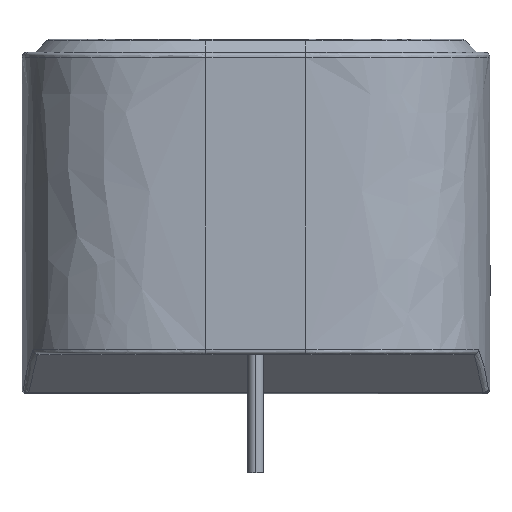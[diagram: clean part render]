
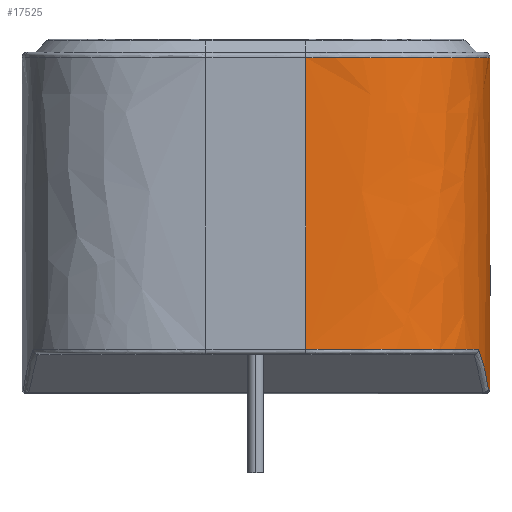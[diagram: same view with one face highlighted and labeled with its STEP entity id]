
A CAD part, left-side view. The second image highlights one B-rep face of the part: STEP entity #17525.
In plain terms, the highlighted free-form (B-spline) face has degree [2, 3] with [3, 4] control points.
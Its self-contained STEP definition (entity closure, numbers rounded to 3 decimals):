
#573 = CARTESIAN_POINT ( 'NONE',  ( -4.502, -8.777, -0.752 ) ) ;
#805 = EDGE_CURVE ( 'NONE', #12665, #10966, #2999, .T. ) ;
#923 = FACE_OUTER_BOUND ( 'NONE', #6774, .T. ) ;
#1056 = CARTESIAN_POINT ( 'NONE',  ( -3.94, -8.842, -1.3 ) ) ;
#1197 = CARTESIAN_POINT ( 'NONE',  ( -2.9, -8.9, 12.675 ) ) ;
#1360 = CARTESIAN_POINT ( 'NONE',  ( -8.9, -7.179, 0.2 ) ) ;
#1424 = B_SPLINE_CURVE_WITH_KNOTS ( 'NONE', 3,
 ( #9149, #7693, #573, #13309 ),
 .UNSPECIFIED., .F., .F.,
 ( 4, 4 ),
 ( 0., 1. ),
 .UNSPECIFIED. ) ;
#1851 = EDGE_CURVE ( 'NONE', #10966, #7656, #1424, .T. ) ;
#2261 = CARTESIAN_POINT ( 'NONE',  ( -2.9, -8.9, -1.3 ) ) ;
#2689 = CARTESIAN_POINT ( 'NONE',  ( -8.9, -1.9, 12.675 ) ) ;
#2845 = CARTESIAN_POINT ( 'NONE',  ( -8.9, -1.9, 0.2 ) ) ;
#2857 = ORIENTED_EDGE ( 'NONE', *, *, #3565, .F. ) ;
#2999 = B_SPLINE_CURVE_WITH_KNOTS ( 'NONE', 2,
 ( #2845, #1360, #12607 ),
 .UNSPECIFIED., .F., .F.,
 ( 3, 3 ),
 ( 0., 1. ),
 .UNSPECIFIED. ) ;
#3565 = EDGE_CURVE ( 'NONE', #3817, #3582, #5108, .T. ) ;
#3582 = VERTEX_POINT ( 'NONE', #2261 ) ;
#3800 = ORIENTED_EDGE ( 'NONE', *, *, #4185, .T. ) ;
#3817 = VERTEX_POINT ( 'NONE', #5493 ) ;
#3955 = VERTEX_POINT ( 'NONE', #14819 ) ;
#4047 = CARTESIAN_POINT ( 'NONE',  ( -2.9, -8.9, -2.175 ) ) ;
#4185 = EDGE_CURVE ( 'NONE', #7656, #3582, #11764, .T. ) ;
#4226 = CARTESIAN_POINT ( 'NONE',  ( -2.9, -8.9, 11.3 ) ) ;
#4499 = CARTESIAN_POINT ( 'NONE',  ( -8.9, -1.9, 11.3 ) ) ;
#4674 = ORIENTED_EDGE ( 'NONE', *, *, #9194, .T. ) ;
#4847 = ORIENTED_EDGE ( 'NONE', *, *, #805, .T. ) ;
#5108 = B_SPLINE_CURVE_WITH_KNOTS ( 'NONE', 3,
 ( #10377, #9089, #16089, #16009 ),
 .UNSPECIFIED., .F., .F.,
 ( 4, 4 ),
 ( 0.052, 0.985 ),
 .UNSPECIFIED. ) ;
#5421 = CARTESIAN_POINT ( 'NONE',  ( -2.9, -8.9, 2.775 ) ) ;
#5493 = CARTESIAN_POINT ( 'NONE',  ( -2.9, -8.9, 11.3 ) ) ;
#6002 = CARTESIAN_POINT ( 'NONE',  ( -8.9, -8.9, 11.3 ) ) ;
#6658 = CARTESIAN_POINT ( 'NONE',  ( -8.9, -8.9, -2.175 ) ) ;
#6703 = CARTESIAN_POINT ( 'NONE',  ( -3.445, -8.9, -1.3 ) ) ;
#6774 = EDGE_LOOP ( 'NONE', ( #8067, #3800, #2857, #4674, #15577, #4847 ) ) ;
#6923 = B_SPLINE_CURVE_WITH_KNOTS ( 'NONE', 2,
 ( #4226, #6002, #4499 ),
 .UNSPECIFIED., .F., .F.,
 ( 3, 3 ),
 ( 0., 1. ),
 .UNSPECIFIED. ) ;
#7656 = VERTEX_POINT ( 'NONE', #11934 ) ;
#7670 = CARTESIAN_POINT ( 'NONE',  ( -8.9, -1.9, 11.3 ) ) ;
#7693 = CARTESIAN_POINT ( 'NONE',  ( -5.019, -8.655, -0.252 ) ) ;
#8067 = ORIENTED_EDGE ( 'NONE', *, *, #1851, .T. ) ;
#8119 = CARTESIAN_POINT ( 'NONE',  ( -8.9, -1.9, 0.2 ) ) ;
#8956 = CARTESIAN_POINT ( 'NONE',  ( -8.9, -1.9, 7.6 ) ) ;
#9089 = CARTESIAN_POINT ( 'NONE',  ( -2.9, -8.9, 7.1 ) ) ;
#9149 = CARTESIAN_POINT ( 'NONE',  ( -5.488, -8.477, 0.2 ) ) ;
#9194 = EDGE_CURVE ( 'NONE', #3817, #3955, #6923, .T. ) ;
#9316 = CARTESIAN_POINT ( 'NONE',  ( -2.9, -8.9, 7.725 ) ) ;
#9401 = CARTESIAN_POINT ( 'NONE',  ( -8.9, -1.9, 2.775 ) ) ;
#10377 = CARTESIAN_POINT ( 'NONE',  ( -2.9, -8.9, 11.3 ) ) ;
#10797 = B_SPLINE_SURFACE_WITH_KNOTS ( 'NONE', 2, 3, ( 
 ( #1197, #9316, #5421, #4047 ),
 ( #16685, #13754, #10977, #6658 ),
 ( #2689, #15128, #9401, #14938 ) ),
 .UNSPECIFIED., .F., .F., .F.,
 ( 3, 3 ),
 ( 4, 4 ),
 ( 0., 1. ),
 ( -0.001, 0.014 ),
 .UNSPECIFIED. ) ;
#10903 = EDGE_CURVE ( 'NONE', #12665, #3955, #14713, .T. ) ;
#10966 = VERTEX_POINT ( 'NONE', #12342 ) ;
#10977 = CARTESIAN_POINT ( 'NONE',  ( -8.9, -8.9, 2.775 ) ) ;
#11764 = B_SPLINE_CURVE_WITH_KNOTS ( 'NONE', 2,
 ( #1056, #6703, #12400 ),
 .UNSPECIFIED., .F., .F.,
 ( 3, 3 ),
 ( 0., 1. ),
 .UNSPECIFIED. ) ;
#11901 = CARTESIAN_POINT ( 'NONE',  ( -8.9, -1.9, 0.2 ) ) ;
#11934 = CARTESIAN_POINT ( 'NONE',  ( -3.94, -8.842, -1.3 ) ) ;
#12342 = CARTESIAN_POINT ( 'NONE',  ( -5.488, -8.477, 0.2 ) ) ;
#12400 = CARTESIAN_POINT ( 'NONE',  ( -2.9, -8.9, -1.3 ) ) ;
#12607 = CARTESIAN_POINT ( 'NONE',  ( -5.488, -8.477, 0.2 ) ) ;
#12665 = VERTEX_POINT ( 'NONE', #8119 ) ;
#13309 = CARTESIAN_POINT ( 'NONE',  ( -3.94, -8.842, -1.3 ) ) ;
#13754 = CARTESIAN_POINT ( 'NONE',  ( -8.9, -8.9, 7.725 ) ) ;
#14713 = B_SPLINE_CURVE_WITH_KNOTS ( 'NONE', 3,
 ( #11901, #15859, #8956, #7670 ),
 .UNSPECIFIED., .F., .F.,
 ( 4, 4 ),
 ( 0.017, 0.942 ),
 .UNSPECIFIED. ) ;
#14819 = CARTESIAN_POINT ( 'NONE',  ( -8.9, -1.9, 11.3 ) ) ;
#14938 = CARTESIAN_POINT ( 'NONE',  ( -8.9, -1.9, -2.175 ) ) ;
#15128 = CARTESIAN_POINT ( 'NONE',  ( -8.9, -1.9, 7.725 ) ) ;
#15577 = ORIENTED_EDGE ( 'NONE', *, *, #10903, .F. ) ;
#15859 = CARTESIAN_POINT ( 'NONE',  ( -8.9, -1.9, 3.9 ) ) ;
#16009 = CARTESIAN_POINT ( 'NONE',  ( -2.9, -8.9, -1.3 ) ) ;
#16089 = CARTESIAN_POINT ( 'NONE',  ( -2.9, -8.9, 2.9 ) ) ;
#16685 = CARTESIAN_POINT ( 'NONE',  ( -8.9, -8.9, 12.675 ) ) ;
#17525 = ADVANCED_FACE ( 'NONE', ( #923 ), #10797, .T. ) ;
